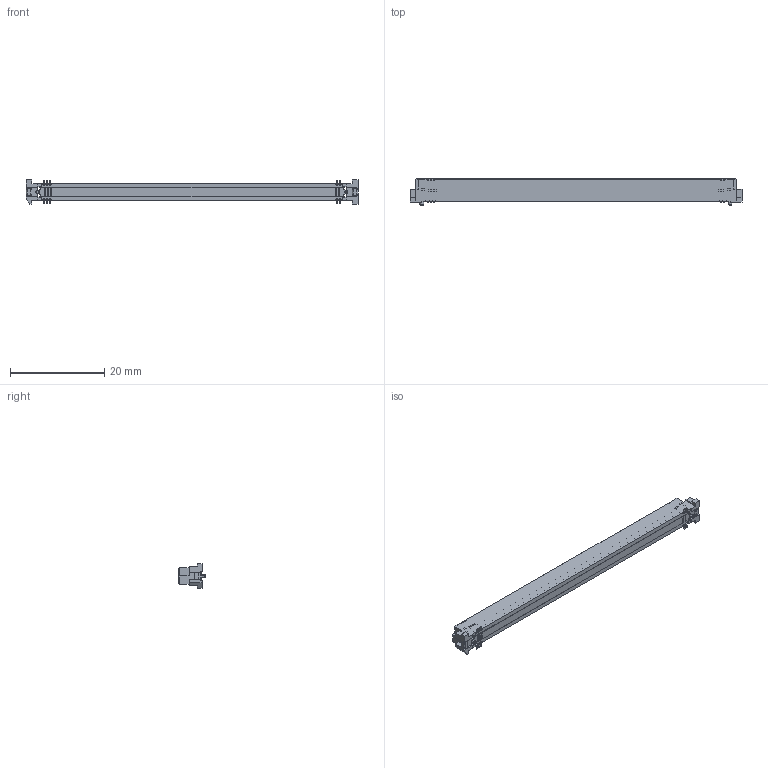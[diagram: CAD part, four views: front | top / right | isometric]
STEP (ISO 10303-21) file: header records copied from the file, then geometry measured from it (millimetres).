
FILE_DESCRIPTION((''),'1');
FILE_NAME('53467-2009','2001-02-01T',('Gopalan'),(''),'PRO/ENGINEER BY PARAMETRIC TECHNOLOGY CORPORATION, 9902','PRO/ENGINEER BY PARAMETRIC TECHNOLOGY CORPORATION, 9902','');
FILE_SCHEMA(('CONFIG_CONTROL_DESIGN'));
Length unit declared in the file: millimetre
Products named in the file (1): 53467-2009
Bounding box: 70.37 x 5.6 x 5.2 mm (x, y, z)
Surface area: 2122.7 mm2 (no closed solid volume)
Topology: 0 solids, 0 shells, 579 faces, 3126 edges, 3126 vertices
Faces by surface type: plane 563, cylinder 12, cone 4
Entity records: 15119 total; most frequent: COMPOSITE_CURVE_SEGMENT 3126, DIRECTION 2753, CARTESIAN_POINT 2142, TRIMMED_CURVE 1563, VECTOR 1531, LINE 1531, AXIS2_PLACEMENT_3D 611, CURVE_BOUNDED_SURFACE 579
